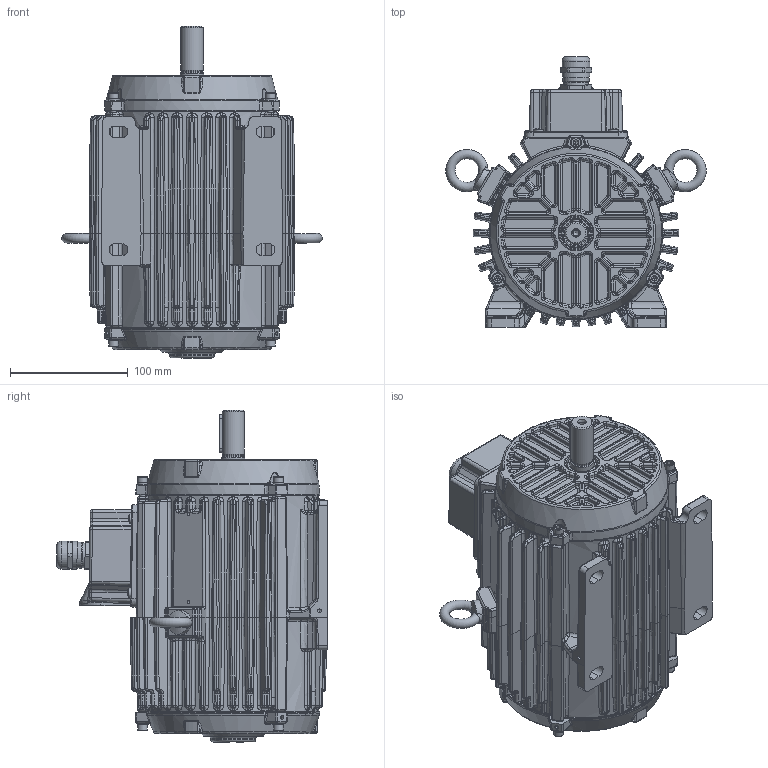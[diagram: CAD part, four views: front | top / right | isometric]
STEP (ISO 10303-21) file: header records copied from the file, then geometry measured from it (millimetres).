
FILE_DESCRIPTION(/* description */ (''),/* implementation_level */ '2;1');
FILE_NAME(/* name */ '652191601.stp',/* time_stamp */ '2023-01-23T11:43:41+03:00',/* author */ (''),/* organization */ (''),/* preprocessor_version */ 'ST-DEVELOPER v16',/* originating_system */ 'SIEMENS PLM Software NX 11.0',/* authorisation */ '');
FILE_SCHEMA (('AUTOMOTIVE_DESIGN { 1 0 10303 214 3 1 1 1 }'));
Products named in the file (1): 26032C0836B7xhrx
Bounding box: 221.29 x 230.06 x 282.2 mm (x, y, z)
Surface area: 293214.4 mm2 (no closed solid volume)
Topology: 0 solids, 47 shells, 2975 faces, 7571 edges, 4357 vertices
Faces by surface type: bspline 1020, cylinder 750, plane 577, torus 301, cone 169, sphere 156, extrusion 2
Full cylindrical faces by diameter (mm): 2.5 x2, 3.3 x6, 4.2 x4, 5 x6, 6.4 x1, 8 x4, 8.28 x6, 12 x1, 14 x1, 18.4 x1, 19 x1, 20 x3, 21.057 x1, 22.403 x1, 23.698 x2, 24 x1, 27.8 x1, 28 x1, 32 x1
Entity records: 114713 total; most frequent: CARTESIAN_POINT 50429, ORIENTED_EDGE 13546, DIRECTION 12567, EDGE_CURVE 7240, AXIS2_PLACEMENT_3D 5285, VERTEX_POINT 4313, EDGE_LOOP 3154, ADVANCED_FACE 2974
